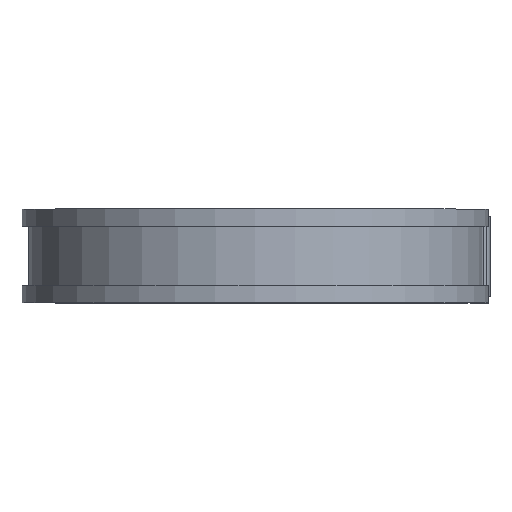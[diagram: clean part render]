
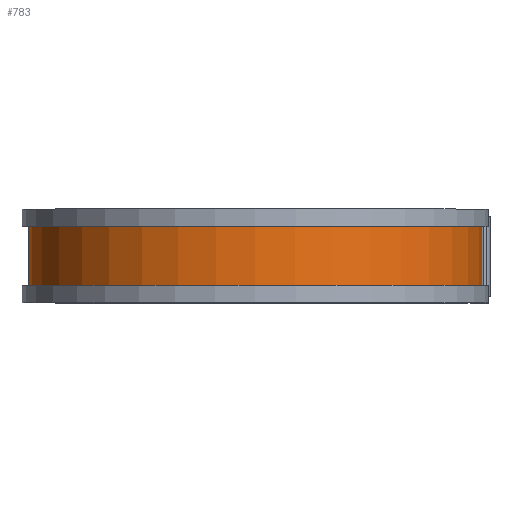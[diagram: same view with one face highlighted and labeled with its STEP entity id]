
A CAD part, top view. The second image highlights one B-rep face of the part: STEP entity #783.
In plain terms, the highlighted cylindrical face has radius 53.543 mm (diameter 107.086 mm), a partial arc.
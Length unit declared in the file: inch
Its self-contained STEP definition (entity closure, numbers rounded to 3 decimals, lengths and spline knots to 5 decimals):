
#52 = EDGE_CURVE ( 'NONE', #445, #1751, #744, .T. ) ;
#144 = AXIS2_PLACEMENT_3D ( 'NONE', #1039, #1027, #1089 ) ;
#238 = LINE ( 'NONE', #831, #1719 ) ;
#245 = DIRECTION ( 'NONE',  ( 0., 0., -1. ) ) ;
#257 = DIRECTION ( 'NONE',  ( 0., -1., 0. ) ) ;
#265 = CARTESIAN_POINT ( 'NONE',  ( 0., -0.275, 0. ) ) ;
#280 = EDGE_CURVE ( 'NONE', #399, #308, #615, .T. ) ;
#294 = CARTESIAN_POINT ( 'NONE',  ( 2.108, -0.275, 0. ) ) ;
#308 = VERTEX_POINT ( 'NONE', #1222 ) ;
#351 = EDGE_CURVE ( 'NONE', #399, #445, #651, .T. ) ;
#399 = VERTEX_POINT ( 'NONE', #1732 ) ;
#445 = VERTEX_POINT ( 'NONE', #294 ) ;
#451 = ORIENTED_EDGE ( 'NONE', *, *, #280, .T. ) ;
#615 = CIRCLE ( 'NONE', #1325, 2.108 ) ;
#651 = LINE ( 'NONE', #1420, #655 ) ;
#655 = VECTOR ( 'NONE', #1545, 39.37008 ) ;
#744 = CIRCLE ( 'NONE', #760, 2.108 ) ;
#760 = AXIS2_PLACEMENT_3D ( 'NONE', #265, #257, #245 ) ;
#783 = ADVANCED_FACE ( 'NONE', ( #1535 ), #1544, .T. ) ;
#831 = CARTESIAN_POINT ( 'NONE',  ( 0., 0.375, -2.108 ) ) ;
#880 = EDGE_LOOP ( 'NONE', ( #902, #451, #1345, #955 ) ) ;
#902 = ORIENTED_EDGE ( 'NONE', *, *, #351, .F. ) ;
#919 = CARTESIAN_POINT ( 'NONE',  ( 0., 0.275, 0. ) ) ;
#955 = ORIENTED_EDGE ( 'NONE', *, *, #52, .F. ) ;
#1027 = DIRECTION ( 'NONE',  ( 0., -1., 0. ) ) ;
#1039 = CARTESIAN_POINT ( 'NONE',  ( 0., 0.375, 0. ) ) ;
#1089 = DIRECTION ( 'NONE',  ( 0., 0., -1. ) ) ;
#1148 = CARTESIAN_POINT ( 'NONE',  ( 0., -0.275, -2.108 ) ) ;
#1195 = DIRECTION ( 'NONE',  ( 0., -1., 0. ) ) ;
#1200 = DIRECTION ( 'NONE',  ( 0., 0., -1. ) ) ;
#1222 = CARTESIAN_POINT ( 'NONE',  ( 0., 0.275, -2.108 ) ) ;
#1325 = AXIS2_PLACEMENT_3D ( 'NONE', #919, #1195, #1200 ) ;
#1345 = ORIENTED_EDGE ( 'NONE', *, *, #1471, .T. ) ;
#1420 = CARTESIAN_POINT ( 'NONE',  ( 2.108, 0.375, 0. ) ) ;
#1471 = EDGE_CURVE ( 'NONE', #308, #1751, #238, .T. ) ;
#1535 = FACE_OUTER_BOUND ( 'NONE', #880, .T. ) ;
#1544 = CYLINDRICAL_SURFACE ( 'NONE', #144, 2.108 ) ;
#1545 = DIRECTION ( 'NONE',  ( 0., -1., 0. ) ) ;
#1614 = DIRECTION ( 'NONE',  ( 0., -1., 0. ) ) ;
#1719 = VECTOR ( 'NONE', #1614, 39.37008 ) ;
#1732 = CARTESIAN_POINT ( 'NONE',  ( 2.108, 0.275, 0. ) ) ;
#1751 = VERTEX_POINT ( 'NONE', #1148 ) ;
